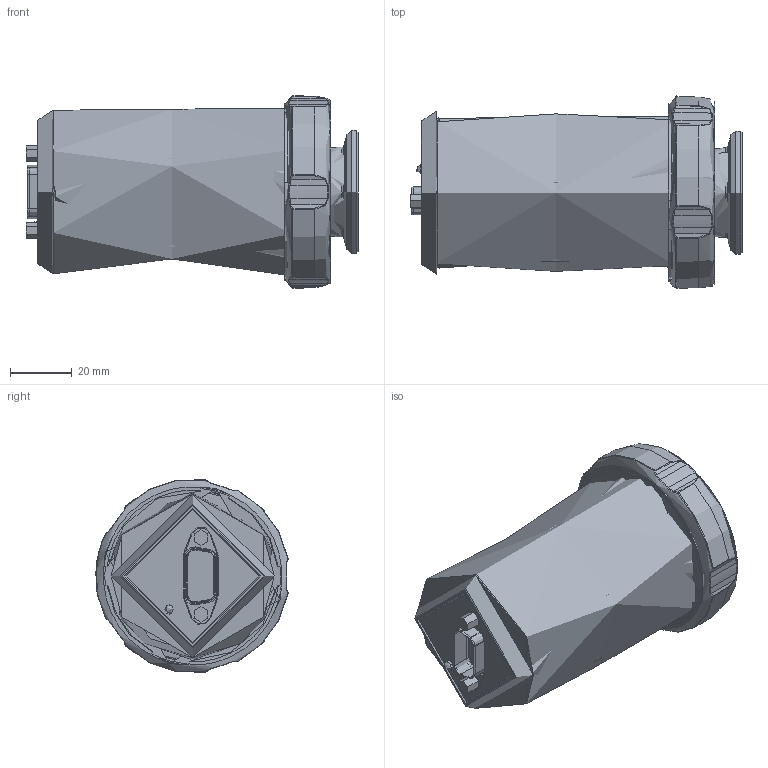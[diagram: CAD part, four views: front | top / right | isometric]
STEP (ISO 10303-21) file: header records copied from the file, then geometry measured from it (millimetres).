
FILE_DESCRIPTION (( 'STEP AP214' ), '1' );
FILE_NAME ('523 Ext Faces-2.STEP', '2017-06-21T16:20:26', ( 'mks' ), ( 'Microsoft' ), 'SwSTEP 2.0', 'SolidWorks 2015', '' );
FILE_SCHEMA (( 'AUTOMOTIVE_DESIGN' ));
Length unit declared in the file: inch
Products named in the file (1): 523 Ext Faces-2
Bounding box: 107.9 x 62.5 x 62.52 mm (x, y, z)
Volume: 46770.5 mm3; surface area: 49191.8 mm2
Topology: 7 solids, 7 shells, 623 faces, 1485 edges, 856 vertices
Faces by surface type: bspline 240, plane 107, cone 89, torus 85, cylinder 80, sphere 22
Full cylindrical faces by diameter (mm): 2.921 x1, 27.829 x1, 40.005 x1, 58.42 x1
Entity records: 22639 total; most frequent: CARTESIAN_POINT 10301, ORIENTED_EDGE 2838, DIRECTION 2122, EDGE_CURVE 1419, AXIS2_PLACEMENT_3D 915, VERTEX_POINT 845, EDGE_LOOP 668, FACE_OUTER_BOUND 639
